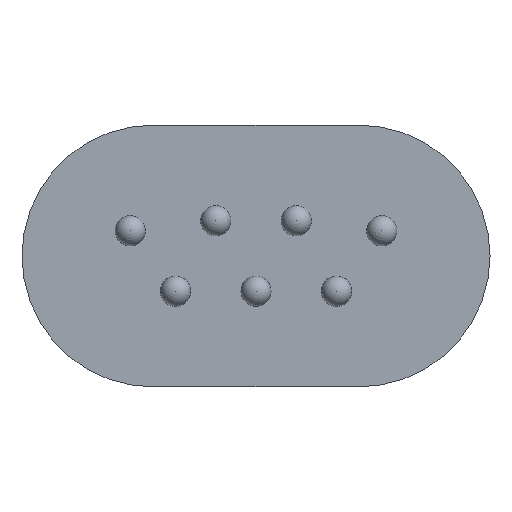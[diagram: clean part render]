
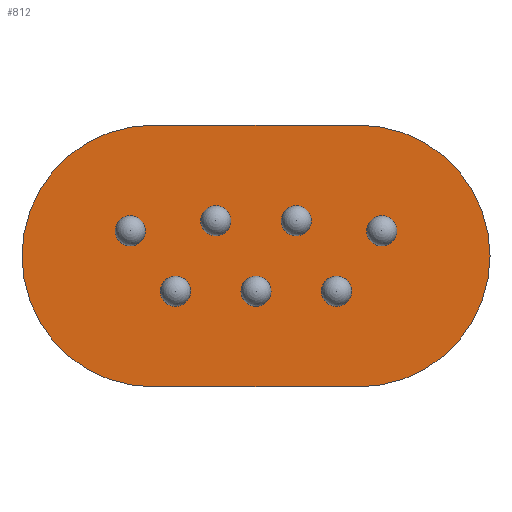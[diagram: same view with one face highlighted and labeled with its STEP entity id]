
A CAD part, front view. The second image highlights one B-rep face of the part: STEP entity #812.
In plain terms, the highlighted planar face has unit normal (0, -1, 0).
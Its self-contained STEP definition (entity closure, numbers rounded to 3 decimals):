
#37=FACE_BOUND('',#235,.T.);
#38=FACE_BOUND('',#236,.T.);
#39=FACE_BOUND('',#237,.T.);
#40=FACE_BOUND('',#238,.T.);
#41=FACE_BOUND('',#239,.T.);
#42=FACE_BOUND('',#240,.T.);
#43=FACE_BOUND('',#241,.T.);
#60=CIRCLE('',#855,0.3);
#64=CIRCLE('',#861,0.3);
#68=CIRCLE('',#867,0.3);
#72=CIRCLE('',#873,0.3);
#76=CIRCLE('',#879,0.3);
#80=CIRCLE('',#885,0.3);
#84=CIRCLE('',#891,0.3);
#105=CIRCLE('',#924,2.6);
#107=CIRCLE('',#928,2.6);
#109=CIRCLE('',#932,2.6);
#111=CIRCLE('',#936,2.6);
#180=FACE_OUTER_BOUND('',#234,.T.);
#234=EDGE_LOOP('',(#734,#735,#736,#737,#738,#739,#740,#741));
#235=EDGE_LOOP('',(#742));
#236=EDGE_LOOP('',(#743));
#237=EDGE_LOOP('',(#744));
#238=EDGE_LOOP('',(#745));
#239=EDGE_LOOP('',(#746));
#240=EDGE_LOOP('',(#747));
#241=EDGE_LOOP('',(#748));
#270=LINE('',#1541,#314);
#275=LINE('',#1555,#319);
#279=LINE('',#1567,#323);
#283=LINE('',#1579,#327);
#314=VECTOR('',#1163,10.);
#319=VECTOR('',#1176,10.);
#323=VECTOR('',#1188,10.);
#327=VECTOR('',#1200,10.);
#354=VERTEX_POINT('',#1284);
#358=VERTEX_POINT('',#1295);
#362=VERTEX_POINT('',#1306);
#366=VERTEX_POINT('',#1317);
#370=VERTEX_POINT('',#1328);
#374=VERTEX_POINT('',#1339);
#378=VERTEX_POINT('',#1350);
#394=VERTEX_POINT('',#1539);
#395=VERTEX_POINT('',#1540);
#398=VERTEX_POINT('',#1548);
#400=VERTEX_POINT('',#1554);
#402=VERTEX_POINT('',#1560);
#404=VERTEX_POINT('',#1566);
#406=VERTEX_POINT('',#1572);
#408=VERTEX_POINT('',#1578);
#443=EDGE_CURVE('',#354,#354,#60,.T.);
#448=EDGE_CURVE('',#358,#358,#64,.T.);
#453=EDGE_CURVE('',#362,#362,#68,.T.);
#458=EDGE_CURVE('',#366,#366,#72,.T.);
#463=EDGE_CURVE('',#370,#370,#76,.T.);
#468=EDGE_CURVE('',#374,#374,#80,.T.);
#473=EDGE_CURVE('',#378,#378,#84,.T.);
#499=EDGE_CURVE('',#394,#395,#270,.T.);
#503=EDGE_CURVE('',#398,#395,#105,.T.);
#506=EDGE_CURVE('',#398,#400,#275,.T.);
#509=EDGE_CURVE('',#402,#400,#107,.T.);
#512=EDGE_CURVE('',#402,#404,#279,.T.);
#515=EDGE_CURVE('',#406,#404,#109,.T.);
#518=EDGE_CURVE('',#406,#408,#283,.T.);
#521=EDGE_CURVE('',#394,#408,#111,.T.);
#734=ORIENTED_EDGE('',*,*,#521,.F.);
#735=ORIENTED_EDGE('',*,*,#499,.T.);
#736=ORIENTED_EDGE('',*,*,#503,.F.);
#737=ORIENTED_EDGE('',*,*,#506,.T.);
#738=ORIENTED_EDGE('',*,*,#509,.F.);
#739=ORIENTED_EDGE('',*,*,#512,.T.);
#740=ORIENTED_EDGE('',*,*,#515,.F.);
#741=ORIENTED_EDGE('',*,*,#518,.T.);
#742=ORIENTED_EDGE('',*,*,#453,.T.);
#743=ORIENTED_EDGE('',*,*,#463,.T.);
#744=ORIENTED_EDGE('',*,*,#458,.T.);
#745=ORIENTED_EDGE('',*,*,#448,.T.);
#746=ORIENTED_EDGE('',*,*,#468,.T.);
#747=ORIENTED_EDGE('',*,*,#473,.T.);
#748=ORIENTED_EDGE('',*,*,#443,.T.);
#764=PLANE('',#939);
#812=ADVANCED_FACE('',(#180,#37,#38,#39,#40,#41,#42,#43),#764,.F.);
#855=AXIS2_PLACEMENT_3D('',#1286,#1016,#1017);
#861=AXIS2_PLACEMENT_3D('',#1297,#1029,#1030);
#867=AXIS2_PLACEMENT_3D('',#1308,#1042,#1043);
#873=AXIS2_PLACEMENT_3D('',#1319,#1055,#1056);
#879=AXIS2_PLACEMENT_3D('',#1330,#1068,#1069);
#885=AXIS2_PLACEMENT_3D('',#1341,#1081,#1082);
#891=AXIS2_PLACEMENT_3D('',#1352,#1094,#1095);
#924=AXIS2_PLACEMENT_3D('',#1549,#1169,#1170);
#928=AXIS2_PLACEMENT_3D('',#1561,#1181,#1182);
#932=AXIS2_PLACEMENT_3D('',#1573,#1193,#1194);
#936=AXIS2_PLACEMENT_3D('',#1584,#1205,#1206);
#939=AXIS2_PLACEMENT_3D('',#1587,#1211,#1212);
#1016=DIRECTION('center_axis',(0.,1.,0.));
#1017=DIRECTION('ref_axis',(1.,0.,0.));
#1029=DIRECTION('center_axis',(0.,1.,0.));
#1030=DIRECTION('ref_axis',(1.,0.,0.));
#1042=DIRECTION('center_axis',(0.,1.,0.));
#1043=DIRECTION('ref_axis',(1.,0.,0.));
#1055=DIRECTION('center_axis',(0.,1.,0.));
#1056=DIRECTION('ref_axis',(1.,0.,0.));
#1068=DIRECTION('center_axis',(0.,1.,0.));
#1069=DIRECTION('ref_axis',(1.,0.,0.));
#1081=DIRECTION('center_axis',(0.,1.,0.));
#1082=DIRECTION('ref_axis',(1.,0.,0.));
#1094=DIRECTION('center_axis',(0.,1.,0.));
#1095=DIRECTION('ref_axis',(1.,0.,0.));
#1163=DIRECTION('',(-1.,0.,0.));
#1169=DIRECTION('center_axis',(0.,1.,0.));
#1170=DIRECTION('ref_axis',(-1.,0.,0.));
#1176=DIRECTION('',(0.,0.,-1.));
#1181=DIRECTION('center_axis',(0.,1.,0.));
#1182=DIRECTION('ref_axis',(0.,0.,-1.));
#1188=DIRECTION('',(1.,0.,0.));
#1193=DIRECTION('center_axis',(0.,1.,0.));
#1194=DIRECTION('ref_axis',(1.,0.,0.));
#1200=DIRECTION('',(0.,0.,1.));
#1205=DIRECTION('center_axis',(0.,1.,0.));
#1206=DIRECTION('ref_axis',(0.,0.,1.));
#1211=DIRECTION('center_axis',(0.,1.,0.));
#1212=DIRECTION('ref_axis',(1.,0.,0.));
#1284=CARTESIAN_POINT('',(-1.9,0.,-0.7));
#1286=CARTESIAN_POINT('Origin',(-1.6,0.,-0.7));
#1295=CARTESIAN_POINT('',(-0.3,0.,-0.7));
#1297=CARTESIAN_POINT('Origin',(0.,0.,-0.7));
#1306=CARTESIAN_POINT('',(1.3,0.,-0.7));
#1308=CARTESIAN_POINT('Origin',(1.6,0.,-0.7));
#1317=CARTESIAN_POINT('',(0.5,0.,0.7));
#1319=CARTESIAN_POINT('Origin',(0.8,0.,0.7));
#1328=CARTESIAN_POINT('',(-1.1,0.,0.7));
#1330=CARTESIAN_POINT('Origin',(-0.8,0.,0.7));
#1339=CARTESIAN_POINT('',(-2.8,0.,0.5));
#1341=CARTESIAN_POINT('Origin',(-2.5,0.,0.5));
#1350=CARTESIAN_POINT('',(2.2,0.,0.5));
#1352=CARTESIAN_POINT('Origin',(2.5,0.,0.5));
#1539=CARTESIAN_POINT('',(2.051,0.,2.6));
#1540=CARTESIAN_POINT('',(-2.051,0.,2.6));
#1541=CARTESIAN_POINT('',(2.051,0.,2.6));
#1548=CARTESIAN_POINT('',(-4.65,0.,0.));
#1549=CARTESIAN_POINT('Origin',(-2.051,0.,0.));
#1554=CARTESIAN_POINT('',(-4.65,0.,-0.001));
#1555=CARTESIAN_POINT('',(-4.65,0.,0.));
#1560=CARTESIAN_POINT('',(-2.051,0.,-2.6));
#1561=CARTESIAN_POINT('Origin',(-2.051,0.,0.));
#1566=CARTESIAN_POINT('',(2.051,0.,-2.6));
#1567=CARTESIAN_POINT('',(-2.051,0.,-2.6));
#1572=CARTESIAN_POINT('',(4.65,0.,-0.001));
#1573=CARTESIAN_POINT('Origin',(2.051,0.,-0.001));
#1578=CARTESIAN_POINT('',(4.65,0.,0.001));
#1579=CARTESIAN_POINT('',(4.65,0.,-0.001));
#1584=CARTESIAN_POINT('Origin',(2.051,0.,0.));
#1587=CARTESIAN_POINT('Origin',(0.,0.,0.));
